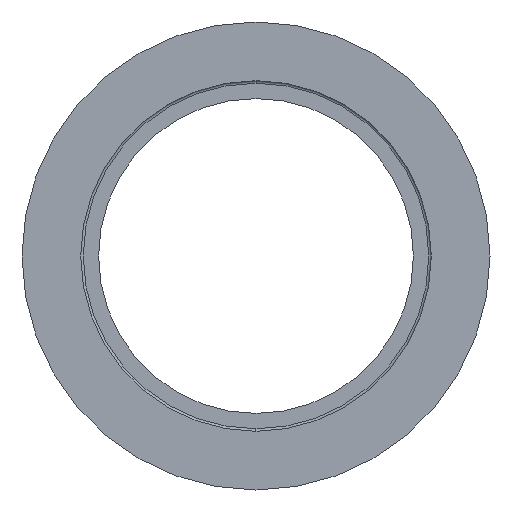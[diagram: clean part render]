
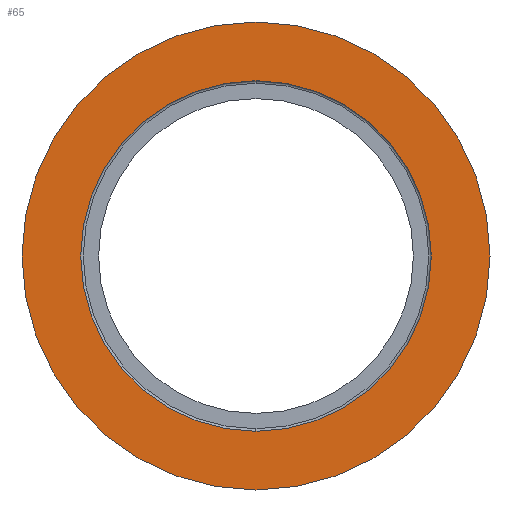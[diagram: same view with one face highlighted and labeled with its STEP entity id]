
A CAD part, left-side view. The second image highlights one B-rep face of the part: STEP entity #65.
In plain terms, the highlighted planar face has unit normal (-1, 0, 0).
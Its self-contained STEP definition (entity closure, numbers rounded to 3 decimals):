
#10 = EDGE_CURVE ( 'NONE', #109, #172, #60, .T. ) ;
#13 = CARTESIAN_POINT ( 'NONE',  ( 0., 0., -27.5 ) ) ;
#35 = CIRCLE ( 'NONE', #779, 27.5 ) ;
#42 = CARTESIAN_POINT ( 'NONE',  ( 0., 0., 0. ) ) ;
#60 = CIRCLE ( 'NONE', #181, 20.6 ) ;
#62 = VERTEX_POINT ( 'NONE', #126 ) ;
#65 = ADVANCED_FACE ( 'NONE', ( #673, #489 ), #441, .F. ) ;
#90 = CIRCLE ( 'NONE', #576, 20.6 ) ;
#103 = DIRECTION ( 'NONE',  ( 0., 0., 1. ) ) ;
#109 = VERTEX_POINT ( 'NONE', #569 ) ;
#126 = CARTESIAN_POINT ( 'NONE',  ( 0., 0., 27.5 ) ) ;
#172 = VERTEX_POINT ( 'NONE', #575 ) ;
#173 = DIRECTION ( 'NONE',  ( -1., 0., 0. ) ) ;
#181 = AXIS2_PLACEMENT_3D ( 'NONE', #251, #680, #318 ) ;
#185 = ORIENTED_EDGE ( 'NONE', *, *, #403, .T. ) ;
#216 = DIRECTION ( 'NONE',  ( -1., 0., 0. ) ) ;
#233 = EDGE_CURVE ( 'NONE', #593, #62, #313, .T. ) ;
#251 = CARTESIAN_POINT ( 'NONE',  ( 0., 0., 0. ) ) ;
#256 = DIRECTION ( 'NONE',  ( 1., 0., 0. ) ) ;
#313 = CIRCLE ( 'NONE', #754, 27.5 ) ;
#318 = DIRECTION ( 'NONE',  ( 0., 0., 1. ) ) ;
#343 = EDGE_LOOP ( 'NONE', ( #409, #383 ) ) ;
#353 = EDGE_CURVE ( 'NONE', #172, #109, #90, .T. ) ;
#383 = ORIENTED_EDGE ( 'NONE', *, *, #10, .F. ) ;
#403 = EDGE_CURVE ( 'NONE', #62, #593, #35, .T. ) ;
#409 = ORIENTED_EDGE ( 'NONE', *, *, #353, .F. ) ;
#423 = AXIS2_PLACEMENT_3D ( 'NONE', #744, #256, #499 ) ;
#441 = PLANE ( 'NONE',  #423 ) ;
#471 = DIRECTION ( 'NONE',  ( -1., 0., 0. ) ) ;
#489 = FACE_OUTER_BOUND ( 'NONE', #616, .T. ) ;
#499 = DIRECTION ( 'NONE',  ( 0., 0., -1. ) ) ;
#543 = CARTESIAN_POINT ( 'NONE',  ( 0., 0., 0. ) ) ;
#569 = CARTESIAN_POINT ( 'NONE',  ( 0., 0., -20.6 ) ) ;
#575 = CARTESIAN_POINT ( 'NONE',  ( 0., 0., 20.6 ) ) ;
#576 = AXIS2_PLACEMENT_3D ( 'NONE', #42, #471, #103 ) ;
#584 = CARTESIAN_POINT ( 'NONE',  ( 0., 0., 0. ) ) ;
#593 = VERTEX_POINT ( 'NONE', #13 ) ;
#602 = DIRECTION ( 'NONE',  ( 0., 0., 1. ) ) ;
#616 = EDGE_LOOP ( 'NONE', ( #185, #771 ) ) ;
#646 = DIRECTION ( 'NONE',  ( 0., 0., 1. ) ) ;
#673 = FACE_BOUND ( 'NONE', #343, .T. ) ;
#680 = DIRECTION ( 'NONE',  ( -1., 0., 0. ) ) ;
#744 = CARTESIAN_POINT ( 'NONE',  ( 0., 0., -20.6 ) ) ;
#754 = AXIS2_PLACEMENT_3D ( 'NONE', #584, #216, #646 ) ;
#771 = ORIENTED_EDGE ( 'NONE', *, *, #233, .T. ) ;
#779 = AXIS2_PLACEMENT_3D ( 'NONE', #543, #173, #602 ) ;
